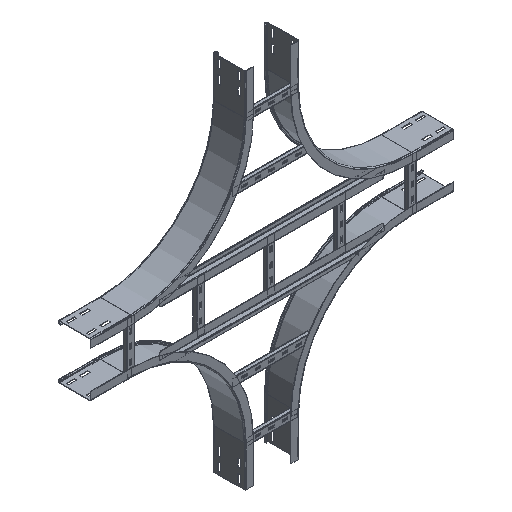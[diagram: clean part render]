
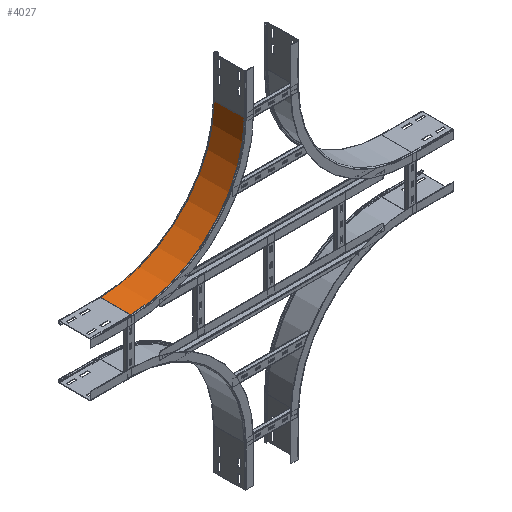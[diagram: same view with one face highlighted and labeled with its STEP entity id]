
A CAD part, isometric view. The second image highlights one B-rep face of the part: STEP entity #4027.
In plain terms, the highlighted cylindrical face has radius 420 mm (diameter 840 mm), a partial arc.
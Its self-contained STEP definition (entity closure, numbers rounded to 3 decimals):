
#160=CIRCLE('',#4374,420.);
#162=CIRCLE('',#4377,420.);
#248=CYLINDRICAL_SURFACE('',#4376,420.);
#340=FACE_OUTER_BOUND('',#590,.T.);
#590=EDGE_LOOP('',(#2902,#2903,#2904,#2905));
#916=LINE('',#6062,#1382);
#946=LINE('',#6141,#1412);
#1382=VECTOR('',#4859,10.);
#1412=VECTOR('',#4939,10.);
#1818=VERTEX_POINT('',#6055);
#1820=VERTEX_POINT('',#6061);
#1843=VERTEX_POINT('',#6135);
#1844=VERTEX_POINT('',#6139);
#2192=EDGE_CURVE('',#1818,#1820,#916,.T.);
#2229=EDGE_CURVE('',#1843,#1818,#160,.T.);
#2231=EDGE_CURVE('',#1844,#1820,#162,.T.);
#2232=EDGE_CURVE('',#1843,#1844,#946,.T.);
#2902=ORIENTED_EDGE('',*,*,#2192,.T.);
#2903=ORIENTED_EDGE('',*,*,#2231,.F.);
#2904=ORIENTED_EDGE('',*,*,#2232,.F.);
#2905=ORIENTED_EDGE('',*,*,#2229,.T.);
#4027=ADVANCED_FACE('',(#340),#248,.F.);
#4374=AXIS2_PLACEMENT_3D('',#6136,#4931,#4932);
#4376=AXIS2_PLACEMENT_3D('',#6138,#4935,#4936);
#4377=AXIS2_PLACEMENT_3D('',#6140,#4937,#4938);
#4859=DIRECTION('',(0.,1.,0.));
#4931=DIRECTION('center_axis',(0.,-1.,0.));
#4932=DIRECTION('ref_axis',(-1.,0.,0.));
#4935=DIRECTION('center_axis',(0.,-1.,0.));
#4936=DIRECTION('ref_axis',(-1.,0.,0.));
#4937=DIRECTION('center_axis',(0.,-1.,0.));
#4938=DIRECTION('ref_axis',(-1.,0.,0.));
#4939=DIRECTION('',(0.,1.,0.));
#6055=CARTESIAN_POINT('',(451.,4.,-420.));
#6061=CARTESIAN_POINT('',(451.,116.,-420.));
#6062=CARTESIAN_POINT('',(451.,116.,-420.));
#6135=CARTESIAN_POINT('',(31.,4.,0.));
#6136=CARTESIAN_POINT('Origin',(451.,4.,0.));
#6138=CARTESIAN_POINT('Origin',(451.,54.966,0.));
#6139=CARTESIAN_POINT('',(31.,116.,0.));
#6140=CARTESIAN_POINT('Origin',(451.,116.,0.));
#6141=CARTESIAN_POINT('',(31.,-27.524,0.));
